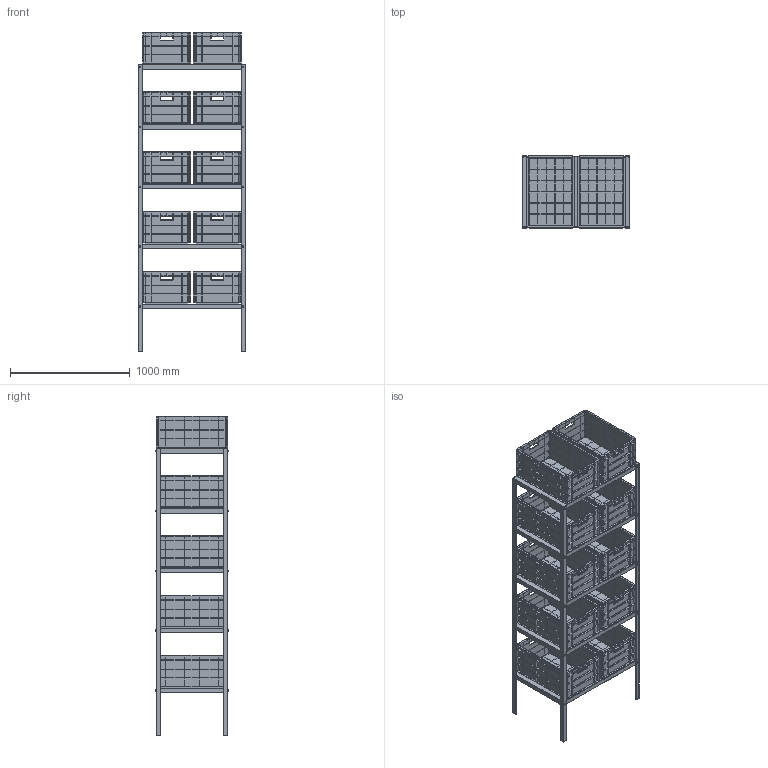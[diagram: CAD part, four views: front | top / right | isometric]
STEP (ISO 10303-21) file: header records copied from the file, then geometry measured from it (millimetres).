
FILE_DESCRIPTION(/* description */ (''),/* implementation_level */ '2;1');
FILE_NAME(/* name */ 'Estante Grande.stp',/* time_stamp */ '2015-11-20T12:07:56-05:00',/* author */ ('David'),/* organization */ (''),/* preprocessor_version */ 'ST-DEVELOPER v16.1',/* originating_system */ 'Autodesk Inventor 2016',/* authorisation */ '');
FILE_SCHEMA (('AUTOMOTIVE_DESIGN { 1 0 10303 214 3 1 1 }'));
Length unit declared in the file: millimetre
Products named in the file (15): Esqueleto; Skeleton0001; ANSI (L 1 1_2 x 1 1_2 x 3_16) 00000001; ANSI (L 1 1_2 x 1 1_2 x 3_16) 00000002; ANSI (L 1 1_2 x 1 1_2 x 3_16) 00000003; ANSI (L 1 1_2 x 1 1_2 x 3_16) 00000004; Frame0001; lámina; lámina_1; lámina_2; lámina_3; lámina_4; HBOLT 0.2500-20x1x0.75-S; Storage Bin 50L; Estante
Assembly tree (42 placements, depth 3):
  Estante
    Esqueleto
    Frame0001
      Skeleton0001
      ANSI (L 1 1_2 x 1 1_2 x 3_16) 00000001
      ANSI (L 1 1_2 x 1 1_2 x 3_16) 00000002
      ANSI (L 1 1_2 x 1 1_2 x 3_16) 00000003
      ANSI (L 1 1_2 x 1 1_2 x 3_16) 00000004
    lámina
    lámina_1
    lámina_2
    lámina_3
    lámina_4
    HBOLT 0.2500-20x1x0.75-S  x20
    Storage Bin 50L  x10
Bounding box: 900 x 609.55 x 2674 mm (x, y, z)
Volume: 35095701 mm3; surface area: 26641090.1 mm2
Topology: 39 solids, 39 shells, 7534 faces, 19660 edges, 12922 vertices
Faces by surface type: plane 5822, cylinder 972, cone 740
Full cylindrical faces by diameter (mm): 6.35 x340
Entity records: 32115 total; most frequent: CARTESIAN_POINT 5550, DIRECTION 5328, ORIENTED_EDGE 5234, EDGE_CURVE 2617, LINE 2170, VECTOR 2170, VERTEX_POINT 1729, AXIS2_PLACEMENT_3D 1579
